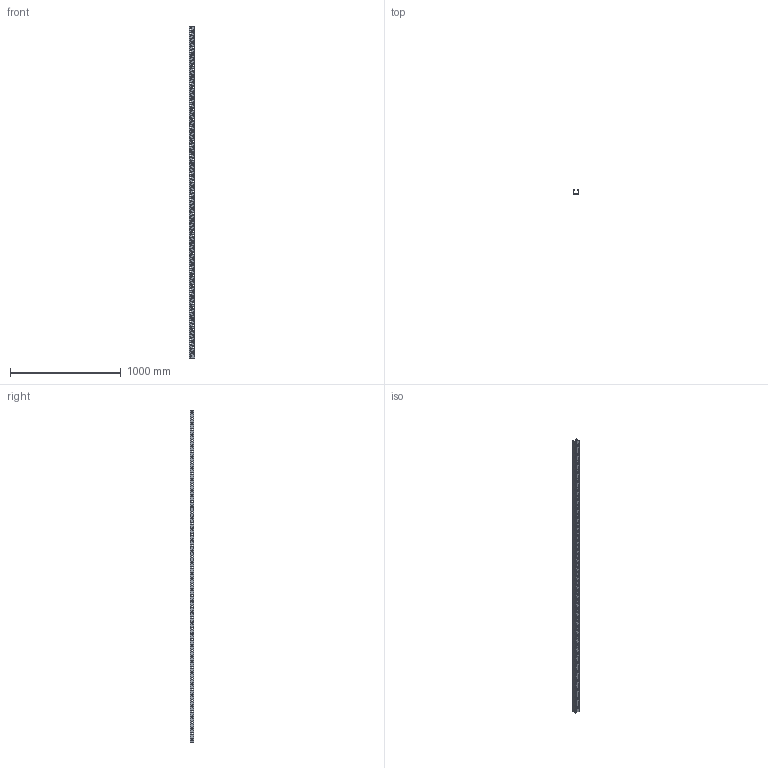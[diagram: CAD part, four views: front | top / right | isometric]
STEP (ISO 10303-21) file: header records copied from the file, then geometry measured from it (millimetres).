
FILE_DESCRIPTION (( 'STEP AP214' ), '1' );
FILE_NAME ('6047412.stp', '2020-01-09T07:35:44', ( '' ), ( '' ), 'SwSTEP 2.0', 'SolidWorks 2018', '' );
FILE_SCHEMA (( 'AUTOMOTIVE_DESIGN' ));
Length unit declared in the file: millimetre
Products named in the file (1): 6047412
Bounding box: 50 x 34.44 x 3000 mm (x, y, z)
Volume: 262641.2 mm3; surface area: 745136.1 mm2
Topology: 1 solids, 1 shells, 1297 faces, 3885 edges, 2590 vertices
Faces by surface type: cylinder 777, plane 520
Entity records: 45423 total; most frequent: DIRECTION 8035, CARTESIAN_POINT 7773, ORIENTED_EDGE 7770, EDGE_CURVE 3885, AXIS2_PLACEMENT_3D 2852, VERTEX_POINT 2590, VECTOR 2331, LINE 2331
